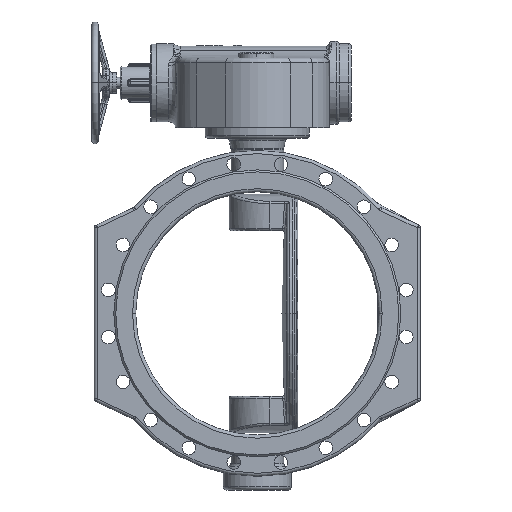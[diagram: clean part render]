
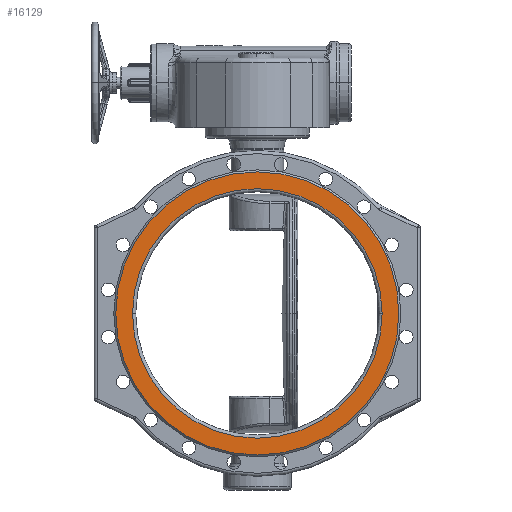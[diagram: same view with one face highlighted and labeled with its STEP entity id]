
A CAD part, left-side view. The second image highlights one B-rep face of the part: STEP entity #16129.
In plain terms, the highlighted planar face has unit normal (-1, 0, 0).
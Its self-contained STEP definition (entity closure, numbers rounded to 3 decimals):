
#1245=CARTESIAN_POINT('',(-175.,0.,0.));
#1246=DIRECTION('',(1.,0.,0.));
#1247=DIRECTION('',(0.,1.,0.));
#1248=AXIS2_PLACEMENT_3D('',#1245,#1246,#1247);
#1253=CARTESIAN_POINT('',(-175.,0.,0.));
#1254=DIRECTION('',(-1.,0.,0.));
#1255=DIRECTION('',(0.,1.,0.));
#1256=AXIS2_PLACEMENT_3D('',#1253,#1254,#1255);
#1261=CARTESIAN_POINT('',(-175.,0.,0.));
#1262=DIRECTION('',(1.,0.,0.));
#1263=DIRECTION('',(0.,1.,0.));
#1264=AXIS2_PLACEMENT_3D('',#1261,#1262,#1263);
#1269=CARTESIAN_POINT('',(-175.,0.,0.));
#1270=DIRECTION('',(1.,0.,0.));
#1271=DIRECTION('',(0.,-1.,0.));
#1272=AXIS2_PLACEMENT_3D('',#1269,#1270,#1271);
#13864=CARTESIAN_POINT('',(-175.,291.,0.));
#13866=VERTEX_POINT('',#13864);
#13872=CARTESIAN_POINT('',(-175.,-291.,0.));
#13874=VERTEX_POINT('',#13872);
#14307=CARTESIAN_POINT('',(-175.,256.5,0.));
#14308=CARTESIAN_POINT('',(-175.,-256.5,0.));
#14309=VERTEX_POINT('',#14307);
#14310=VERTEX_POINT('',#14308);
#16113=CARTESIAN_POINT('',(-175.,0.,0.));
#16114=DIRECTION('',(-1.,0.,0.));
#16115=DIRECTION('',(0.,1.,0.));
#16116=AXIS2_PLACEMENT_3D('',#16113,#16114,#16115);
#16117=PLANE('',#16116);
#16119=ORIENTED_EDGE('',*,*,#16118,.T.);
#16121=ORIENTED_EDGE('',*,*,#16120,.F.);
#16122=EDGE_LOOP('',(#16119,#16121));
#16123=FACE_OUTER_BOUND('',#16122,.F.);
#16124=ORIENTED_EDGE('',*,*,#16103,.F.);
#16126=ORIENTED_EDGE('',*,*,#16125,.F.);
#16127=EDGE_LOOP('',(#16124,#16126));
#16128=FACE_BOUND('',#16127,.F.);
#16129=ADVANCED_FACE('',(#16123,#16128),#16117,.T.);
#1249=CIRCLE('',#1248,291.);
#1257=CIRCLE('',#1256,291.);
#1265=CIRCLE('',#1264,256.5);
#1273=CIRCLE('',#1272,256.5);
#16103=EDGE_CURVE('',#14309,#14310,#1265,.T.);
#16118=EDGE_CURVE('',#13866,#13874,#1249,.T.);
#16120=EDGE_CURVE('',#13866,#13874,#1257,.T.);
#16125=EDGE_CURVE('',#14310,#14309,#1273,.T.);
